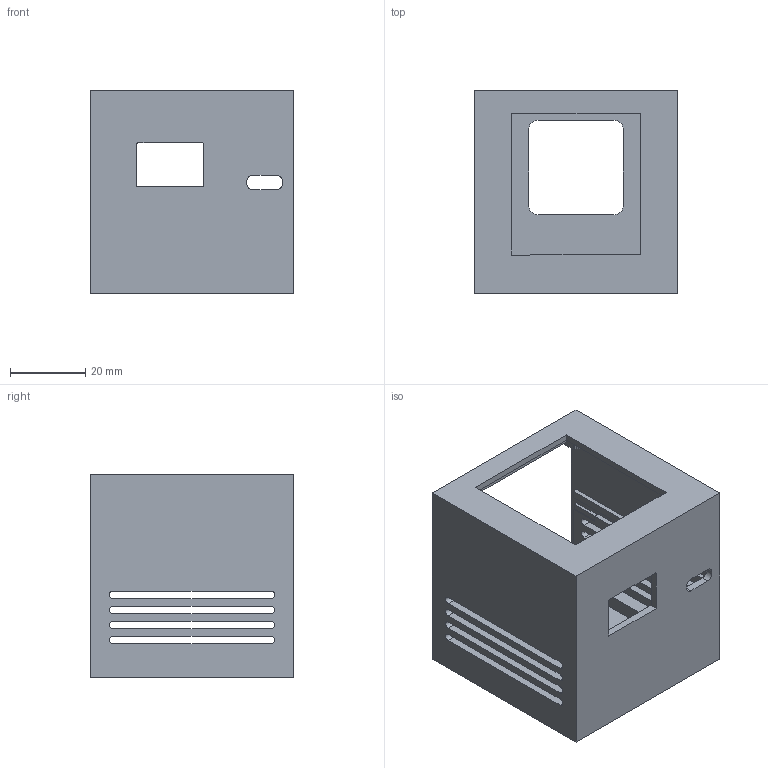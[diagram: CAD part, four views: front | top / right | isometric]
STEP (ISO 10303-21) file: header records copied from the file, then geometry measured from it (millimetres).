
FILE_DESCRIPTION(/* description */ (''),/* implementation_level */ '2;1');
FILE_NAME(/* name */ 'Ferdi.stp',/* time_stamp */ '2025-04-16T14:59:01+02:00',/* author */ ('Lange'),/* organization */ (''),/* preprocessor_version */ 'ST-DEVELOPER v20',/* originating_system */ 'Autodesk Inventor 2025',/* authorisation */ '');
FILE_SCHEMA (('AUTOMOTIVE_DESIGN { 1 0 10303 214 3 1 1 }'));
Length unit declared in the file: millimetre
Products named in the file (1): Ferdi
Bounding box: 54 x 54 x 54 mm (x, y, z)
Volume: 27600.7 mm3; surface area: 25819.8 mm2
Topology: 1 solids, 1 shells, 170 faces, 531 edges, 395 vertices
Faces by surface type: plane 136, cylinder 34
Full cylindrical faces by diameter (mm): 3 x8
Entity records: 5889 total; most frequent: CARTESIAN_POINT 1068, ORIENTED_EDGE 1004, DIRECTION 944, EDGE_CURVE 502, LINE 412, VECTOR 412, VERTEX_POINT 332, AXIS2_PLACEMENT_3D 266
